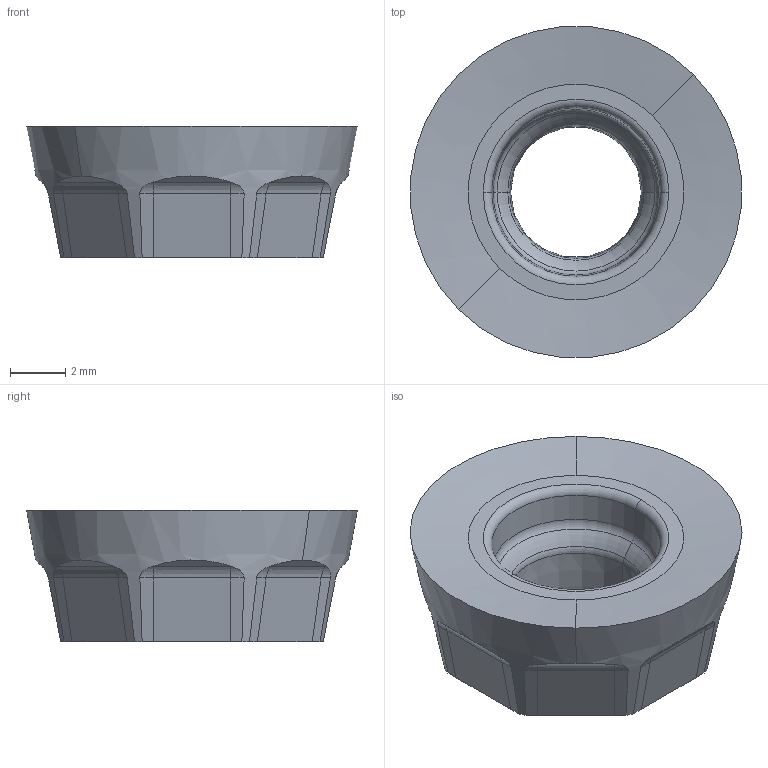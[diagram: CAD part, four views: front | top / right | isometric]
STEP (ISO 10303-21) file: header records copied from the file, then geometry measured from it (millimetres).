
FILE_DESCRIPTION((''),'2;1');
FILE_NAME('CUS_RPMT1248M0E8-M1','2020-04-06T',('riwata'),('PTC Japan'),'CREO PARAMETRIC BY PTC INC, 2016260','CREO PARAMETRIC BY PTC INC, 2016260','');
FILE_SCHEMA(('AUTOMOTIVE_DESIGN { 1 0 10303 214 1 1 1 1 }'));
Length unit declared in the file: millimetre
Products named in the file (1): CUS_RPMT1248M0E8-M1
Bounding box: 11.95 x 11.95 x 4.76 mm (x, y, z)
Volume: 321.8 mm3; surface area: 386.8 mm2
Topology: 1 solids, 1 shells, 74 faces, 190 edges, 118 vertices
Faces by surface type: plane 26, cylinder 16, bspline 16, cone 8, torus 8
Entity records: 3936 total; most frequent: CARTESIAN_POINT 1399, ORIENTED_EDGE 376, DIRECTION 250, EDGE_CURVE 188, FILL_AREA_STYLE_COLOUR 146, FILL_AREA_STYLE 146, SURFACE_STYLE_FILL_AREA 146, SURFACE_SIDE_STYLE 146
